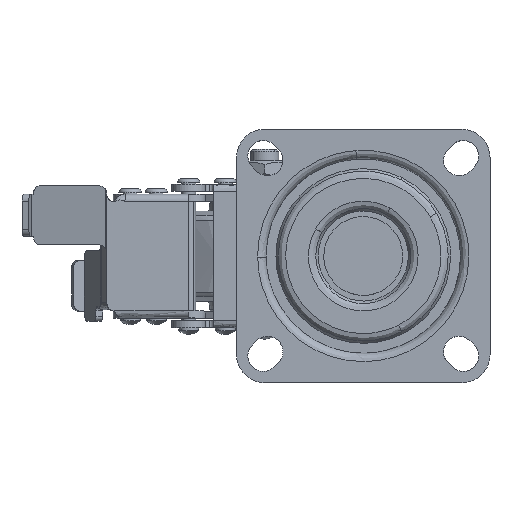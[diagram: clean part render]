
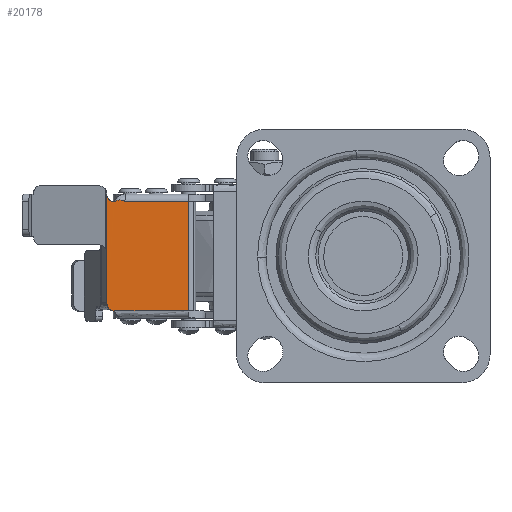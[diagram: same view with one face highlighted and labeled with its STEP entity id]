
A CAD part, top view. The second image highlights one B-rep face of the part: STEP entity #20178.
In plain terms, the highlighted free-form (B-spline) face has degree [1, 1] with [2, 2] control points.
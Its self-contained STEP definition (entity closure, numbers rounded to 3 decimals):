
#15045=CARTESIAN_POINT('',(-84.47,19.5,-12.8));
#15046=VERTEX_POINT('',#15045);
#15060=CARTESIAN_POINT('',(-88.238,19.338,-12.801));
#15061=VERTEX_POINT('',#15060);
#15085=CARTESIAN_POINT('',(-84.47,19.5,-12.8));
#15086=CARTESIAN_POINT('',(-84.484,19.501,-12.8));
#15087=CARTESIAN_POINT('',(-84.499,19.502,-12.8));
#15088=CARTESIAN_POINT('',(-84.514,19.503,-12.8));
#15089=CARTESIAN_POINT('',(-84.543,19.505,-12.8));
#15090=CARTESIAN_POINT('',(-84.571,19.512,-12.8));
#15091=CARTESIAN_POINT('',(-84.599,19.518,-12.8));
#15092=CARTESIAN_POINT('',(-84.623,19.522,-12.8));
#15093=CARTESIAN_POINT('',(-84.646,19.529,-12.8));
#15094=CARTESIAN_POINT('',(-84.669,19.535,-12.8));
#15095=CARTESIAN_POINT('',(-84.682,19.538,-12.8));
#15096=CARTESIAN_POINT('',(-84.695,19.542,-12.8));
#15097=CARTESIAN_POINT('',(-84.707,19.546,-12.8));
#15098=CARTESIAN_POINT('',(-84.735,19.554,-12.8));
#15099=CARTESIAN_POINT('',(-84.764,19.561,-12.8));
#15100=CARTESIAN_POINT('',(-84.792,19.571,-12.8));
#15101=CARTESIAN_POINT('',(-84.84,19.588,-12.8));
#15102=CARTESIAN_POINT('',(-84.889,19.602,-12.8));
#15103=CARTESIAN_POINT('',(-84.937,19.62,-12.8));
#15104=CARTESIAN_POINT('',(-84.997,19.643,-12.8));
#15105=CARTESIAN_POINT('',(-85.058,19.664,-12.8));
#15106=CARTESIAN_POINT('',(-85.118,19.685,-12.8));
#15107=CARTESIAN_POINT('',(-85.159,19.699,-12.8));
#15108=CARTESIAN_POINT('',(-85.2,19.713,-12.8));
#15109=CARTESIAN_POINT('',(-85.241,19.726,-12.8));
#15110=CARTESIAN_POINT('',(-85.336,19.757,-12.8));
#15111=CARTESIAN_POINT('',(-85.431,19.786,-12.8));
#15112=CARTESIAN_POINT('',(-85.528,19.809,-12.8));
#15113=CARTESIAN_POINT('',(-85.692,19.849,-12.8));
#15114=CARTESIAN_POINT('',(-85.858,19.881,-12.8));
#15115=CARTESIAN_POINT('',(-86.026,19.896,-12.8));
#15116=CARTESIAN_POINT('',(-86.106,19.903,-12.8));
#15117=CARTESIAN_POINT('',(-86.187,19.909,-12.8));
#15118=CARTESIAN_POINT('',(-86.268,19.91,-12.8));
#15119=CARTESIAN_POINT('',(-86.323,19.911,-12.8));
#15120=CARTESIAN_POINT('',(-86.377,19.911,-12.8));
#15121=CARTESIAN_POINT('',(-86.431,19.909,-12.8));
#15122=CARTESIAN_POINT('',(-86.629,19.903,-12.8));
#15123=CARTESIAN_POINT('',(-86.826,19.881,-12.8));
#15124=CARTESIAN_POINT('',(-87.02,19.841,-12.8));
#15125=CARTESIAN_POINT('',(-87.297,19.784,-12.8));
#15126=CARTESIAN_POINT('',(-87.567,19.695,-12.8));
#15127=CARTESIAN_POINT('',(-87.822,19.573,-12.8));
#15128=CARTESIAN_POINT('',(-87.907,19.532,-12.8));
#15129=CARTESIAN_POINT('',(-87.992,19.487,-12.8));
#15130=CARTESIAN_POINT('',(-88.074,19.439,-12.8));
#15131=CARTESIAN_POINT('',(-88.102,19.423,-12.8));
#15132=CARTESIAN_POINT('',(-88.129,19.407,-12.8));
#15133=CARTESIAN_POINT('',(-88.157,19.39,-12.8));
#15134=CARTESIAN_POINT('',(-88.184,19.373,-12.8));
#15135=CARTESIAN_POINT('',(-88.214,19.359,-12.797));
#15136=CARTESIAN_POINT('',(-88.238,19.338,-12.801));
#15137=B_SPLINE_CURVE_WITH_KNOTS('',3,(#15085,#15086,#15087,#15088,#15089,#15090,#15091,#15092,#15093,#15094,#15095,#15096,#15097,#15098,#15099,#15100,#15101,#15102,#15103,#15104,#15105,#15106,#15107,#15108,#15109,#15110,#15111,#15112,#15113,#15114,#15115,#15116,#15117,#15118,#15119,#15120,#15121,#15122,#15123,#15124,#15125,#15126,#15127,#15128,#15129,#15130,#15131,#15132,#15133,#15134,#15135,#15136),.UNSPECIFIED.,.F.,.U.,(4,3,3,3,3,3,3,3,3,3,3,3,3,3,3,3,3,4),(0.0,0.045,0.131,0.203,0.243,0.331,0.485,0.677,0.807,1.105,1.61,1.853,2.016,2.608,3.453,3.738,3.834,3.93),.UNSPECIFIED.);
#15138=EDGE_CURVE('',#15046,#15061,#15137,.T.);
#15182=CARTESIAN_POINT('',(-62.0,19.5,-12.8));
#15183=VERTEX_POINT('',#15182);
#15184=CARTESIAN_POINT('',(-62.0,19.5,-12.8));
#15185=CARTESIAN_POINT('',(-84.47,19.5,-12.8));
#15186=QUASI_UNIFORM_CURVE('',1,(#15184,#15185),.UNSPECIFIED.,.F.,.U.);
#15187=EDGE_CURVE('',#15183,#15046,#15186,.T.);
#15216=CARTESIAN_POINT('',(-62.0,-19.5,-12.8));
#15217=VERTEX_POINT('',#15216);
#15231=CARTESIAN_POINT('',(-88.239,-19.5,-12.8));
#15232=VERTEX_POINT('',#15231);
#15233=CARTESIAN_POINT('',(-88.239,-19.5,-12.8));
#15234=CARTESIAN_POINT('',(-62.0,-19.5,-12.8));
#15235=QUASI_UNIFORM_CURVE('',1,(#15233,#15234),.UNSPECIFIED.,.F.,.U.);
#15236=EDGE_CURVE('',#15232,#15217,#15235,.T.);
#15490=CARTESIAN_POINT('',(-91.,21.348,-12.8));
#15491=VERTEX_POINT('',#15490);
#15499=CARTESIAN_POINT('',(-88.549,19.338,-12.8));
#15500=VERTEX_POINT('',#15499);
#15501=CARTESIAN_POINT('',(-88.549,19.338,-12.8));
#15502=CARTESIAN_POINT('',(-88.87,19.338,-12.8));
#15503=CARTESIAN_POINT('',(-89.425,19.447,-12.8));
#15504=CARTESIAN_POINT('',(-90.065,19.819,-12.8));
#15505=CARTESIAN_POINT('',(-90.542,20.283,-12.8));
#15506=CARTESIAN_POINT('',(-90.849,20.795,-12.8));
#15507=CARTESIAN_POINT('',(-90.968,21.19,-12.8));
#15508=CARTESIAN_POINT('',(-91.,21.348,-12.8));
#15509=B_SPLINE_CURVE_WITH_KNOTS('',3,(#15501,#15502,#15503,#15504,#15505,#15506,#15507,#15508),.UNSPECIFIED.,.F.,.U.,(4,1,1,1,1,4),(0.,0.966,1.663,2.2,2.951,3.434),.UNSPECIFIED.);
#15510=EDGE_CURVE('',#15500,#15491,#15509,.T.);
#19774=CARTESIAN_POINT('',(-88.549,19.338,-12.8));
#19775=CARTESIAN_POINT('',(-88.238,19.338,-12.801));
#19776=QUASI_UNIFORM_CURVE('',1,(#19774,#19775),.UNSPECIFIED.,.F.,.U.);
#19777=EDGE_CURVE('',#15500,#15061,#19776,.T.);
#19854=CARTESIAN_POINT('',(-91.,-17.026,-12.8));
#19855=VERTEX_POINT('',#19854);
#19881=CARTESIAN_POINT('',(-91.,-17.026,-12.8));
#19882=CARTESIAN_POINT('',(-90.997,-17.417,-12.8));
#19883=CARTESIAN_POINT('',(-90.85,-18.002,-12.8));
#19884=CARTESIAN_POINT('',(-90.422,-18.636,-12.8));
#19885=CARTESIAN_POINT('',(-90.025,-19.01,-12.8));
#19886=CARTESIAN_POINT('',(-89.541,-19.307,-12.8));
#19887=CARTESIAN_POINT('',(-88.937,-19.504,-12.8));
#19888=CARTESIAN_POINT('',(-88.477,-19.524,-12.8));
#19889=CARTESIAN_POINT('',(-88.239,-19.5,-12.8));
#19890=B_SPLINE_CURVE_WITH_KNOTS('',3,(#19881,#19882,#19883,#19884,#19885,#19886,#19887,#19888,#19889),.UNSPECIFIED.,.F.,.U.,(4,1,1,1,1,1,4),(0.,1.173,1.759,2.28,2.801,3.453,4.17),.UNSPECIFIED.);
#19891=EDGE_CURVE('',#19855,#15232,#19890,.T.);
#20122=CARTESIAN_POINT('',(-62.0,-19.5,-12.8));
#20123=CARTESIAN_POINT('',(-62.0,19.5,-12.8));
#20124=QUASI_UNIFORM_CURVE('',1,(#20122,#20123),.UNSPECIFIED.,.F.,.U.);
#20125=EDGE_CURVE('',#15217,#15183,#20124,.T.);
#20159=CARTESIAN_POINT('',(-92.449,-21.553,-12.8));
#20160=CARTESIAN_POINT('',(-60.551,-21.553,-12.8));
#20161=CARTESIAN_POINT('',(-92.449,23.389,-12.8));
#20162=CARTESIAN_POINT('',(-60.551,23.389,-12.8));
#20163=B_SPLINE_SURFACE_WITH_KNOTS('',1,1,((#20159,#20161),(#20160,#20162)),.UNSPECIFIED.,.F.,.F.,.U.,(2,2),(2,2),(0.0,31.897),(0.0,44.942),.UNSPECIFIED.);
#20164=ORIENTED_EDGE('',*,*,#19891,.T.);
#20165=ORIENTED_EDGE('',*,*,#15236,.T.);
#20166=ORIENTED_EDGE('',*,*,#20125,.T.);
#20167=ORIENTED_EDGE('',*,*,#15187,.T.);
#20168=ORIENTED_EDGE('',*,*,#15138,.T.);
#20169=ORIENTED_EDGE('',*,*,#19777,.F.);
#20170=ORIENTED_EDGE('',*,*,#15510,.T.);
#20171=CARTESIAN_POINT('',(-91.,-17.026,-12.8));
#20172=CARTESIAN_POINT('',(-91.,21.348,-12.8));
#20173=QUASI_UNIFORM_CURVE('',1,(#20171,#20172),.UNSPECIFIED.,.F.,.U.);
#20174=EDGE_CURVE('',#19855,#15491,#20173,.T.);
#20175=ORIENTED_EDGE('',*,*,#20174,.F.);
#20176=EDGE_LOOP('',(#20164,#20165,#20166,#20167,#20168,#20169,#20170,#20175));
#20177=FACE_OUTER_BOUND('',#20176,.T.);
#20178=ADVANCED_FACE('',(#20177),#20163,.T.);
